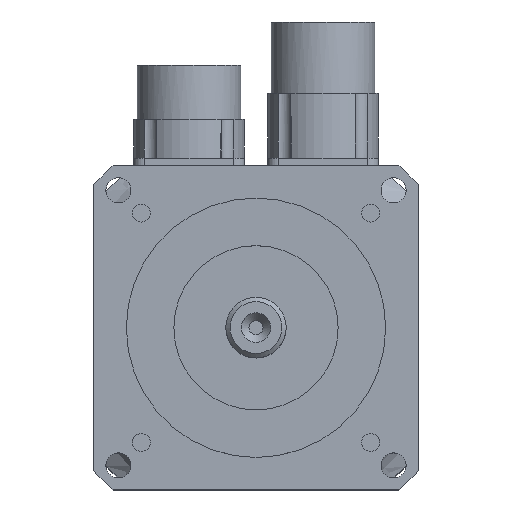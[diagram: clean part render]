
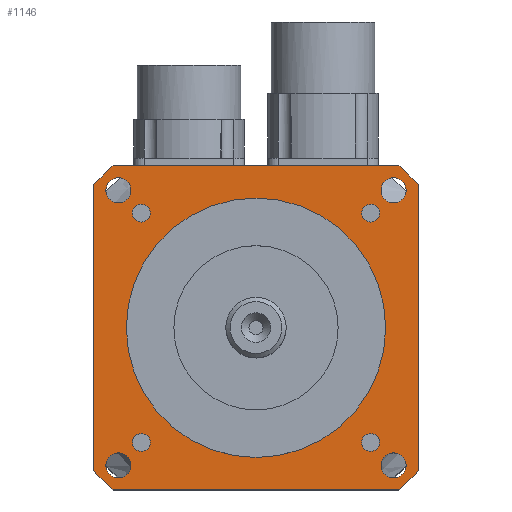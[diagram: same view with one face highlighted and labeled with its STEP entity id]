
A CAD part, top view. The second image highlights one B-rep face of the part: STEP entity #1146.
In plain terms, the highlighted planar face has unit normal (0, 0, 1).
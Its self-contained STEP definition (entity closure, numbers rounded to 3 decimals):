
#109=CARTESIAN_POINT('',(28.587,-26.52,181.0));
#110=VERTEX_POINT('',#109);
#111=CARTESIAN_POINT('',(26.52,-26.52,181.0));
#112=DIRECTION('',(0.0,0.0,-1.0));
#113=DIRECTION('',(1.0,0.0,0.0));
#114=AXIS2_PLACEMENT_3D('',#111,#112,#113);
#115=CIRCLE('',#114,2.067);
#116=EDGE_CURVE('',#110,#110,#115,.T.);
#167=CARTESIAN_POINT('',(-24.453,26.52,181.0));
#168=VERTEX_POINT('',#167);
#169=CARTESIAN_POINT('',(-26.52,26.52,181.0));
#170=DIRECTION('',(0.0,0.0,-1.0));
#171=DIRECTION('',(1.0,0.0,0.0));
#172=AXIS2_PLACEMENT_3D('',#169,#170,#171);
#173=CIRCLE('',#172,2.067);
#174=EDGE_CURVE('',#168,#168,#173,.T.);
#225=CARTESIAN_POINT('',(-24.453,-26.52,181.0));
#226=VERTEX_POINT('',#225);
#227=CARTESIAN_POINT('',(-26.52,-26.52,181.0));
#228=DIRECTION('',(0.0,0.0,-1.0));
#229=DIRECTION('',(1.0,0.0,0.0));
#230=AXIS2_PLACEMENT_3D('',#227,#228,#229);
#231=CIRCLE('',#230,2.067);
#232=EDGE_CURVE('',#226,#226,#231,.T.);
#283=CARTESIAN_POINT('',(28.587,26.52,181.0));
#284=VERTEX_POINT('',#283);
#285=CARTESIAN_POINT('',(26.52,26.52,181.0));
#286=DIRECTION('',(0.0,0.0,-1.0));
#287=DIRECTION('',(1.0,0.0,0.0));
#288=AXIS2_PLACEMENT_3D('',#285,#286,#287);
#289=CIRCLE('',#288,2.067);
#290=EDGE_CURVE('',#284,#284,#289,.T.);
#352=CARTESIAN_POINT('',(34.72,-31.82,181.0));
#353=VERTEX_POINT('',#352);
#354=CARTESIAN_POINT('',(31.82,-31.82,181.0));
#355=DIRECTION('',(0.0,0.0,-1.0));
#356=DIRECTION('',(1.0,0.0,0.0));
#357=AXIS2_PLACEMENT_3D('',#354,#355,#356);
#358=CIRCLE('',#357,2.9);
#359=EDGE_CURVE('',#353,#353,#358,.T.);
#401=CARTESIAN_POINT('',(-28.92,31.82,181.0));
#402=VERTEX_POINT('',#401);
#403=CARTESIAN_POINT('',(-31.82,31.82,181.0));
#404=DIRECTION('',(0.0,0.0,-1.0));
#405=DIRECTION('',(1.0,0.0,0.0));
#406=AXIS2_PLACEMENT_3D('',#403,#404,#405);
#407=CIRCLE('',#406,2.9);
#408=EDGE_CURVE('',#402,#402,#407,.T.);
#450=CARTESIAN_POINT('',(-28.92,-31.82,181.0));
#451=VERTEX_POINT('',#450);
#452=CARTESIAN_POINT('',(-31.82,-31.82,181.0));
#453=DIRECTION('',(0.0,0.0,-1.0));
#454=DIRECTION('',(1.0,0.0,0.0));
#455=AXIS2_PLACEMENT_3D('',#452,#453,#454);
#456=CIRCLE('',#455,2.9);
#457=EDGE_CURVE('',#451,#451,#456,.T.);
#499=CARTESIAN_POINT('',(34.72,31.82,181.0));
#500=VERTEX_POINT('',#499);
#501=CARTESIAN_POINT('',(31.82,31.82,181.0));
#502=DIRECTION('',(0.0,0.0,-1.0));
#503=DIRECTION('',(1.0,0.0,0.0));
#504=AXIS2_PLACEMENT_3D('',#501,#502,#503);
#505=CIRCLE('',#504,2.9);
#506=EDGE_CURVE('',#500,#500,#505,.T.);
#842=CARTESIAN_POINT('',(30.0,0.,181.0));
#843=VERTEX_POINT('',#842);
#844=CARTESIAN_POINT('',(0.0,0.0,181.0));
#845=DIRECTION('',(0.0,0.0,-1.0));
#846=DIRECTION('',(-1.0,0.0,0.0));
#847=AXIS2_PLACEMENT_3D('',#844,#845,#846);
#848=CIRCLE('',#847,30.0);
#849=EDGE_CURVE('',#843,#843,#848,.T.);
#873=CARTESIAN_POINT('',(-33.072,-37.5,181.));
#874=VERTEX_POINT('',#873);
#889=CARTESIAN_POINT('',(33.072,-37.5,181.));
#890=VERTEX_POINT('',#889);
#897=CARTESIAN_POINT('',(-33.072,-37.5,181.));
#898=DIRECTION('',(1.0,0.0,0.0));
#899=VECTOR('',#898,66.144);
#900=LINE('',#897,#899);
#901=EDGE_CURVE('',#874,#890,#900,.T.);
#913=CARTESIAN_POINT('',(37.5,-33.072,181.));
#914=VERTEX_POINT('',#913);
#929=CARTESIAN_POINT('',(37.5,33.072,181.));
#930=VERTEX_POINT('',#929);
#937=CARTESIAN_POINT('',(37.5,-33.072,181.));
#938=DIRECTION('',(0.0,1.0,0.0));
#939=VECTOR('',#938,66.144);
#940=LINE('',#937,#939);
#941=EDGE_CURVE('',#914,#930,#940,.T.);
#953=CARTESIAN_POINT('',(-37.5,33.072,181.));
#954=VERTEX_POINT('',#953);
#969=CARTESIAN_POINT('',(-37.5,-33.072,181.));
#970=VERTEX_POINT('',#969);
#977=CARTESIAN_POINT('',(-37.5,33.072,181.));
#978=DIRECTION('',(0.0,-1.0,0.0));
#979=VECTOR('',#978,66.144);
#980=LINE('',#977,#979);
#981=EDGE_CURVE('',#954,#970,#980,.T.);
#993=CARTESIAN_POINT('',(33.072,37.5,181.));
#994=VERTEX_POINT('',#993);
#1009=CARTESIAN_POINT('',(-33.072,37.5,181.));
#1010=VERTEX_POINT('',#1009);
#1017=CARTESIAN_POINT('',(33.072,37.5,181.));
#1018=DIRECTION('',(-1.0,0.0,0.0));
#1019=VECTOR('',#1018,66.144);
#1020=LINE('',#1017,#1019);
#1021=EDGE_CURVE('',#994,#1010,#1020,.T.);
#1032=CARTESIAN_POINT('',(0.0,0.0,181.0));
#1033=DIRECTION('',(0.0,0.0,-1.0));
#1034=DIRECTION('',(-1.0,0.0,0.0));
#1035=AXIS2_PLACEMENT_3D('',#1032,#1033,#1034);
#1036=CIRCLE('',#1035,50.0);
#1037=EDGE_CURVE('',#954,#1010,#1036,.T.);
#1064=CARTESIAN_POINT('',(0.0,0.0,181.0));
#1065=DIRECTION('',(0.0,0.0,-1.0));
#1066=DIRECTION('',(-1.0,0.0,0.0));
#1067=AXIS2_PLACEMENT_3D('',#1064,#1065,#1066);
#1068=CIRCLE('',#1067,50.0);
#1069=EDGE_CURVE('',#994,#930,#1068,.T.);
#1088=CARTESIAN_POINT('',(0.0,0.0,181.0));
#1089=DIRECTION('',(0.0,0.0,-1.0));
#1090=DIRECTION('',(-1.0,0.0,0.0));
#1091=AXIS2_PLACEMENT_3D('',#1088,#1089,#1090);
#1092=CIRCLE('',#1091,50.0);
#1093=EDGE_CURVE('',#914,#890,#1092,.T.);
#1098=CARTESIAN_POINT('',(0.0,0.0,181.0));
#1099=DIRECTION('',(0.0,0.0,-1.0));
#1100=DIRECTION('',(-1.0,0.0,0.0));
#1101=AXIS2_PLACEMENT_3D('',#1098,#1099,#1100);
#1102=PLANE('',#1101);
#1103=ORIENTED_EDGE('',*,*,#901,.T.);
#1104=ORIENTED_EDGE('',*,*,#1093,.F.);
#1105=ORIENTED_EDGE('',*,*,#941,.T.);
#1106=ORIENTED_EDGE('',*,*,#1069,.F.);
#1107=ORIENTED_EDGE('',*,*,#1021,.T.);
#1108=ORIENTED_EDGE('',*,*,#1037,.F.);
#1109=ORIENTED_EDGE('',*,*,#981,.T.);
#1110=CARTESIAN_POINT('',(0.0,0.0,181.0));
#1111=DIRECTION('',(0.0,0.0,-1.0));
#1112=DIRECTION('',(-1.0,0.0,0.0));
#1113=AXIS2_PLACEMENT_3D('',#1110,#1111,#1112);
#1114=CIRCLE('',#1113,50.0);
#1115=EDGE_CURVE('',#874,#970,#1114,.T.);
#1116=ORIENTED_EDGE('',*,*,#1115,.F.);
#1117=EDGE_LOOP('',(#1103,#1104,#1105,#1106,#1107,#1108,#1109,#1116));
#1118=FACE_OUTER_BOUND('',#1117,.T.);
#1119=ORIENTED_EDGE('',*,*,#116,.T.);
#1120=EDGE_LOOP('',(#1119));
#1121=FACE_BOUND('',#1120,.T.);
#1122=ORIENTED_EDGE('',*,*,#174,.T.);
#1123=EDGE_LOOP('',(#1122));
#1124=FACE_BOUND('',#1123,.T.);
#1125=ORIENTED_EDGE('',*,*,#232,.T.);
#1126=EDGE_LOOP('',(#1125));
#1127=FACE_BOUND('',#1126,.T.);
#1128=ORIENTED_EDGE('',*,*,#290,.T.);
#1129=EDGE_LOOP('',(#1128));
#1130=FACE_BOUND('',#1129,.T.);
#1131=ORIENTED_EDGE('',*,*,#359,.T.);
#1132=EDGE_LOOP('',(#1131));
#1133=FACE_BOUND('',#1132,.T.);
#1134=ORIENTED_EDGE('',*,*,#408,.T.);
#1135=EDGE_LOOP('',(#1134));
#1136=FACE_BOUND('',#1135,.T.);
#1137=ORIENTED_EDGE('',*,*,#457,.T.);
#1138=EDGE_LOOP('',(#1137));
#1139=FACE_BOUND('',#1138,.T.);
#1140=ORIENTED_EDGE('',*,*,#506,.T.);
#1141=EDGE_LOOP('',(#1140));
#1142=FACE_BOUND('',#1141,.T.);
#1143=ORIENTED_EDGE('',*,*,#849,.T.);
#1144=EDGE_LOOP('',(#1143));
#1145=FACE_BOUND('',#1144,.T.);
#1146=ADVANCED_FACE('',(#1118,#1121,#1124,#1127,#1130,#1133,#1136,#1139,#1142,#1145),#1102,.F.);
